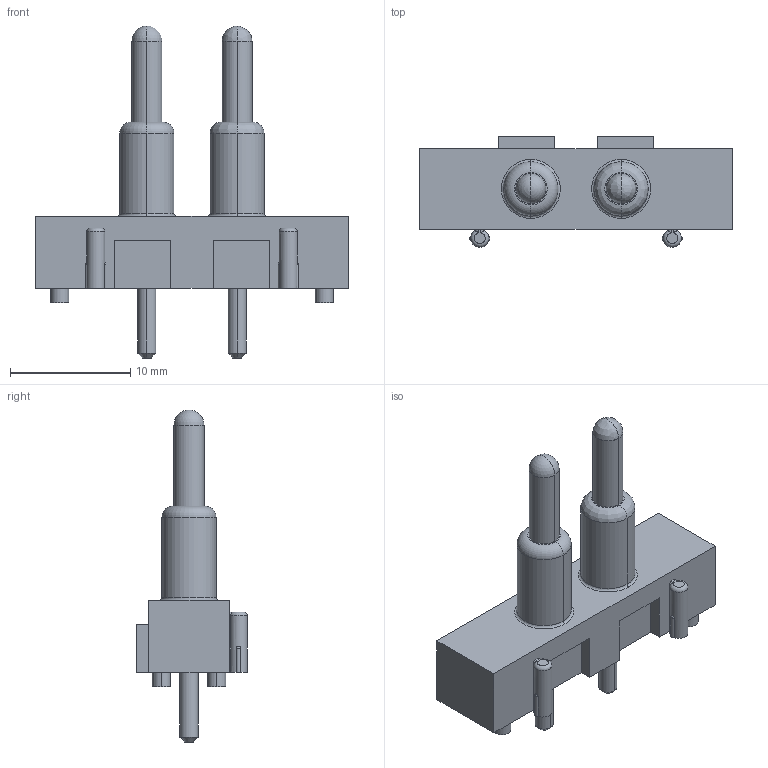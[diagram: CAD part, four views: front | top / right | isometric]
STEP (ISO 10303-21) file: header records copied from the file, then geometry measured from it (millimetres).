
FILE_DESCRIPTION((''),'2;1');
FILE_NAME('HARTING_09 33 000 9996.stp','2011-06-14T15:23:30',(''),(''),'Mechanical Desktop 2011','Mechanical Desktop 2011',', , ');
FILE_SCHEMA(('AUTOMOTIVE_DESIGN { 1 2 10303 214 1 1 1 1 }'));
Length unit declared in the file: millimetre
Products named in the file (1): Product
Bounding box: 26 x 9.2 x 27.6 mm (x, y, z)
Volume: 1392.1 mm3; surface area: 1303.2 mm2
Topology: 7 solids, 7 shells, 112 faces, 258 edges, 164 vertices
Faces by surface type: plane 33, cylinder 32, bspline 31, torus 6, sphere 6, cone 4
Entity records: 3682 total; most frequent: CARTESIAN_POINT 1144, DIRECTION 508, ORIENTED_EDGE 508, EDGE_CURVE 254, AXIS2_PLACEMENT_3D 184, VERTEX_POINT 164, VECTOR 140, LINE 140
